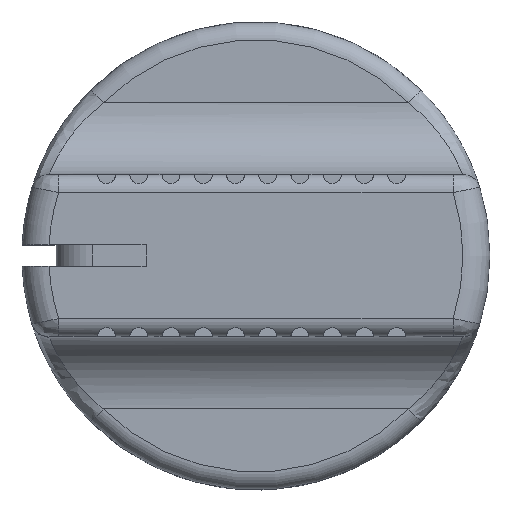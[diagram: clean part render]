
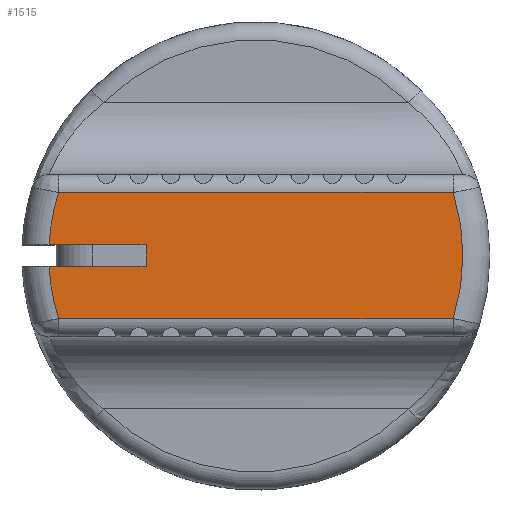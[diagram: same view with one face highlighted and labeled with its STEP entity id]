
A CAD part, top view. The second image highlights one B-rep face of the part: STEP entity #1515.
In plain terms, the highlighted planar face has unit normal (0, 0, 1).
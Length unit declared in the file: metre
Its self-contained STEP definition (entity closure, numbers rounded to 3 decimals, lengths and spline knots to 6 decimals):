
#98=CIRCLE('',#1629,0.0115);
#99=CIRCLE('',#1630,0.0115);
#100=CIRCLE('',#1631,0.0115);
#152=ORIENTED_EDGE('',*,*,#614,.F.);
#153=ORIENTED_EDGE('',*,*,#615,.T.);
#154=ORIENTED_EDGE('',*,*,#616,.T.);
#155=ORIENTED_EDGE('',*,*,#617,.T.);
#156=ORIENTED_EDGE('',*,*,#618,.T.);
#157=ORIENTED_EDGE('',*,*,#619,.T.);
#158=ORIENTED_EDGE('',*,*,#620,.T.);
#159=ORIENTED_EDGE('',*,*,#621,.F.);
#614=EDGE_CURVE('',#845,#846,#981,.T.);
#615=EDGE_CURVE('',#845,#847,#982,.T.);
#616=EDGE_CURVE('',#847,#848,#98,.T.);
#617=EDGE_CURVE('',#848,#849,#983,.F.);
#618=EDGE_CURVE('',#849,#850,#99,.T.);
#619=EDGE_CURVE('',#850,#851,#984,.T.);
#620=EDGE_CURVE('',#851,#852,#100,.T.);
#621=EDGE_CURVE('',#846,#852,#985,.T.);
#845=VERTEX_POINT('',#2208);
#846=VERTEX_POINT('',#2209);
#847=VERTEX_POINT('',#2211);
#848=VERTEX_POINT('',#2213);
#849=VERTEX_POINT('',#2215);
#850=VERTEX_POINT('',#2217);
#851=VERTEX_POINT('',#2219);
#852=VERTEX_POINT('',#2221);
#981=LINE('',#2207,#1118);
#982=LINE('',#2210,#1119);
#983=LINE('',#2214,#1120);
#984=LINE('',#2218,#1121);
#985=LINE('',#2222,#1122);
#1118=VECTOR('',#1778,1.);
#1119=VECTOR('',#1779,1.);
#1120=VECTOR('',#1782,1.);
#1121=VECTOR('',#1785,1.);
#1122=VECTOR('',#1788,1.);
#1255=EDGE_LOOP('',(#152,#153,#154,#155,#156,#157,#158,#159));
#1358=FACE_BOUND('',#1255,.T.);
#1461=PLANE('',#1628);
#1515=ADVANCED_FACE('',(#1358),#1461,.T.);
#1628=AXIS2_PLACEMENT_3D('',#2206,#1776,#1777);
#1629=AXIS2_PLACEMENT_3D('',#2212,#1780,#1781);
#1630=AXIS2_PLACEMENT_3D('',#2216,#1783,#1784);
#1631=AXIS2_PLACEMENT_3D('',#2220,#1786,#1787);
#1776=DIRECTION('',(0.,0.,1.));
#1777=DIRECTION('',(1.,0.,0.));
#1778=DIRECTION('',(0.,1.,0.));
#1779=DIRECTION('',(-1.,0.,0.));
#1780=DIRECTION('',(0.,0.,1.));
#1781=DIRECTION('',(1.,0.,0.));
#1782=DIRECTION('',(-1.,0.,0.));
#1783=DIRECTION('',(0.,0.,1.));
#1784=DIRECTION('',(1.,0.,0.));
#1785=DIRECTION('',(-1.,0.,0.));
#1786=DIRECTION('',(0.,0.,1.));
#1787=DIRECTION('',(1.,0.,0.));
#1788=DIRECTION('',(-1.,0.,0.));
#2206=CARTESIAN_POINT('',(0.,0.,0.016));
#2207=CARTESIAN_POINT('',(-0.0061,0.,0.016));
#2208=CARTESIAN_POINT('',(-0.0061,-0.0006,0.016));
#2209=CARTESIAN_POINT('',(-0.0061,0.0006,0.016));
#2210=CARTESIAN_POINT('',(-0.012043,-0.0006,0.016));
#2211=CARTESIAN_POINT('',(-0.011484,-0.0006,0.016));
#2212=CARTESIAN_POINT('',(0.,0.,0.016));
#2213=CARTESIAN_POINT('',(-0.010954,-0.0035,0.016));
#2214=CARTESIAN_POINT('',(0.,-0.0035,0.016));
#2215=CARTESIAN_POINT('',(0.010954,-0.0035,0.016));
#2216=CARTESIAN_POINT('',(0.,0.,0.016));
#2217=CARTESIAN_POINT('',(0.010954,0.0035,0.016));
#2218=CARTESIAN_POINT('',(-0.010583,0.0035,0.016));
#2219=CARTESIAN_POINT('',(-0.010954,0.0035,0.016));
#2220=CARTESIAN_POINT('',(0.,0.,0.016));
#2221=CARTESIAN_POINT('',(-0.011484,0.0006,0.016));
#2222=CARTESIAN_POINT('',(-0.012043,0.0006,0.016));
